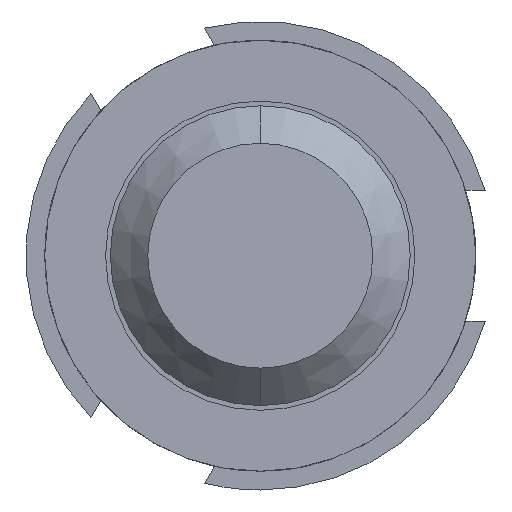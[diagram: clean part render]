
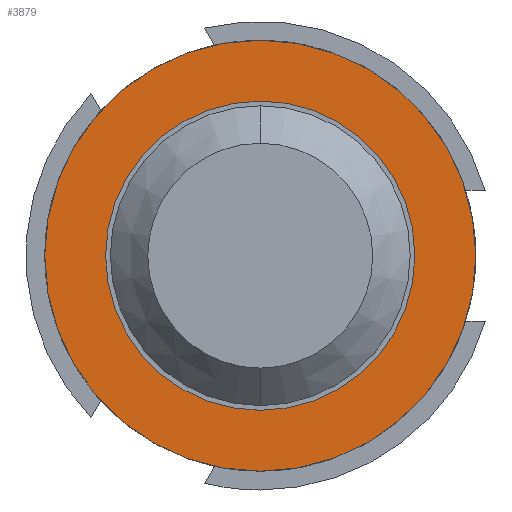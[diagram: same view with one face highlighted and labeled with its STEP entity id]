
A CAD part, front view. The second image highlights one B-rep face of the part: STEP entity #3879.
In plain terms, the highlighted planar face has unit normal (0, -1, 0).
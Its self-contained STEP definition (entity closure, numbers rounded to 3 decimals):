
#44 = VERTEX_POINT ( 'NONE', #465 ) ;
#206 = EDGE_CURVE ( 'Defeature ausgef�hrt1_37+Defeature ausgef�hrt1_43+Defeature ausgef�hrt1_43+Defeature ausgef�hrt1_43', #3990, #3609, #3303, .T. ) ;
#263 = AXIS2_PLACEMENT_3D ( 'NONE', #3781, #3131, #3197 ) ;
#372 = FACE_OUTER_BOUND ( 'NONE', #395, .T. ) ;
#395 = EDGE_LOOP ( 'NONE', ( #3318, #2645 ) ) ;
#465 = CARTESIAN_POINT ( 'NONE',  ( 0., -1.5, 0.825 ) ) ;
#470 = AXIS2_PLACEMENT_3D ( 'NONE', #3164, #2487, #4200 ) ;
#694 = FACE_BOUND ( 'NONE', #3300, .T. ) ;
#993 = DIRECTION ( 'NONE',  ( 0., 1., 0. ) ) ;
#1045 = CARTESIAN_POINT ( 'NONE',  ( 0., -1.5, -0.825 ) ) ;
#1135 = CARTESIAN_POINT ( 'NONE',  ( 0., -1.5, -1.15 ) ) ;
#1161 = EDGE_CURVE ( 'Defeature ausgef�hrt1_43+Defeature ausgef�hrt1_42+Defeature ausgef�hrt1_42+Defeature ausgef�hrt1_42', #44, #2255, #1414, .T. ) ;
#1330 = CARTESIAN_POINT ( 'NONE',  ( 0.825, -1.5, 0. ) ) ;
#1350 = DIRECTION ( 'NONE',  ( 0., 0., 1. ) ) ;
#1414 = CIRCLE ( 'NONE', #470, 0.825 ) ;
#1644 = DIRECTION ( 'NONE',  ( 0., 0., 1. ) ) ;
#1910 = CARTESIAN_POINT ( 'NONE',  ( 0., -1.5, 0. ) ) ;
#1950 = DIRECTION ( 'NONE',  ( 0., 0., 1. ) ) ;
#1951 = AXIS2_PLACEMENT_3D ( 'NONE', #1910, #3337, #1644 ) ;
#2076 = PLANE ( 'NONE',  #2097 ) ;
#2097 = AXIS2_PLACEMENT_3D ( 'NONE', #1330, #993, #1350 ) ;
#2158 = EDGE_CURVE ( 'Defeature ausgef�hrt1_37+Defeature ausgef�hrt1_43+Defeature ausgef�hrt1_43+Defeature ausgef�hrt1_43', #3609, #3990, #3903, .T. ) ;
#2255 = VERTEX_POINT ( 'NONE', #1045 ) ;
#2487 = DIRECTION ( 'NONE',  ( 0., 1., 0. ) ) ;
#2601 = CIRCLE ( 'NONE', #1951, 0.825 ) ;
#2645 = ORIENTED_EDGE ( 'NONE', *, *, #2158, .F. ) ;
#2989 = DIRECTION ( 'NONE',  ( 0., 1., 0. ) ) ;
#3131 = DIRECTION ( 'NONE',  ( 0., 1., 0. ) ) ;
#3164 = CARTESIAN_POINT ( 'NONE',  ( 0., -1.5, 0. ) ) ;
#3197 = DIRECTION ( 'NONE',  ( 0., 0., 1. ) ) ;
#3300 = EDGE_LOOP ( 'NONE', ( #3604, #4486 ) ) ;
#3303 = CIRCLE ( 'NONE', #263, 1.15 ) ;
#3318 = ORIENTED_EDGE ( 'NONE', *, *, #206, .F. ) ;
#3337 = DIRECTION ( 'NONE',  ( 0., 1., 0. ) ) ;
#3378 = CARTESIAN_POINT ( 'NONE',  ( 0., -1.5, 0. ) ) ;
#3601 = CARTESIAN_POINT ( 'NONE',  ( 0., -1.5, 1.15 ) ) ;
#3604 = ORIENTED_EDGE ( 'NONE', *, *, #1161, .T. ) ;
#3609 = VERTEX_POINT ( 'NONE', #1135 ) ;
#3765 = AXIS2_PLACEMENT_3D ( 'NONE', #3378, #2989, #1950 ) ;
#3781 = CARTESIAN_POINT ( 'NONE',  ( 0., -1.5, 0. ) ) ;
#3879 = ADVANCED_FACE ( 'Defeature ausgef�hrt1_43', ( #372, #694 ), #2076, .F. ) ;
#3903 = CIRCLE ( 'NONE', #3765, 1.15 ) ;
#3990 = VERTEX_POINT ( 'NONE', #3601 ) ;
#4080 = EDGE_CURVE ( 'Defeature ausgef�hrt1_43+Defeature ausgef�hrt1_42+Defeature ausgef�hrt1_42+Defeature ausgef�hrt1_42', #2255, #44, #2601, .T. ) ;
#4200 = DIRECTION ( 'NONE',  ( 0., 0., 1. ) ) ;
#4486 = ORIENTED_EDGE ( 'NONE', *, *, #4080, .T. ) ;
